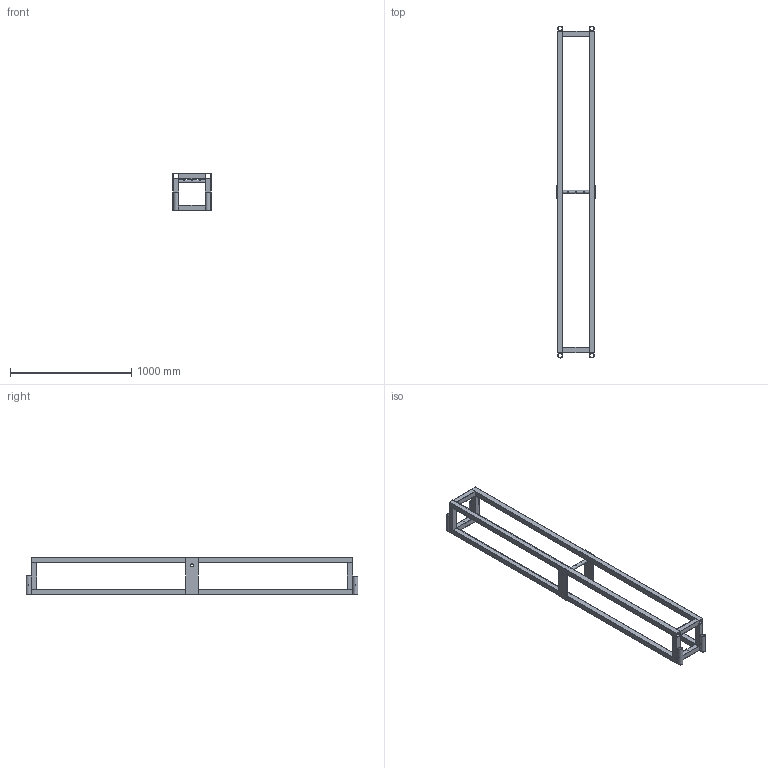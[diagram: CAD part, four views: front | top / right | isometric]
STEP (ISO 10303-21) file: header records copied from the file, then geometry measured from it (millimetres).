
FILE_DESCRIPTION(/* description */ (''),/* implementation_level */ '2;1');
FILE_NAME(/* name */ 'GE-18014.iam.stp',/* time_stamp */ '2018-01-01T11:22:35-08:00',/* author */ ('PhillipD'),/* organization */ (''),/* preprocessor_version */ 'ST-DEVELOPER v16.13',/* originating_system */ 'Autodesk Inventor 2018',/* authorisation */ '');
FILE_SCHEMA (('AUTOMOTIVE_DESIGN { 1 0 10303 214 3 1 1 }'));
Length unit declared in the file: inch
Products named in the file (7): GE-18014; GE-18014-1; GE-18014-3; GE-18014-4; GE-18014-2; GE-18014-5; GE-18014-6
Assembly tree (19 placements, depth 2):
  GE-18014
    GE-18014-1  x4
    GE-18014-3  x2
    GE-18014-4  x4
    GE-18014-2  x6
    GE-18014-5
    GE-18014-6  x2
Bounding box: 317.5 x 2741.8 x 304.8 mm (x, y, z)
Volume: 7180828.7 mm3; surface area: 4423547.9 mm2
Topology: 19 solids, 19 shells, 172 faces, 416 edges, 282 vertices
Faces by surface type: plane 142, cylinder 30
Full cylindrical faces by diameter (mm): 4.915 x8, 6.731 x6, 6.756 x4, 20.574 x1, 25.4 x1, 25.908 x2, 35.052 x4, 42.164 x4
Entity records: 2445 total; most frequent: CARTESIAN_POINT 809, DIRECTION 274, ORIENTED_EDGE 228, EDGE_CURVE 114, EDGE_LOOP 102, AXIS2_PLACEMENT_3D 95, VERTEX_POINT 86, LINE 84
